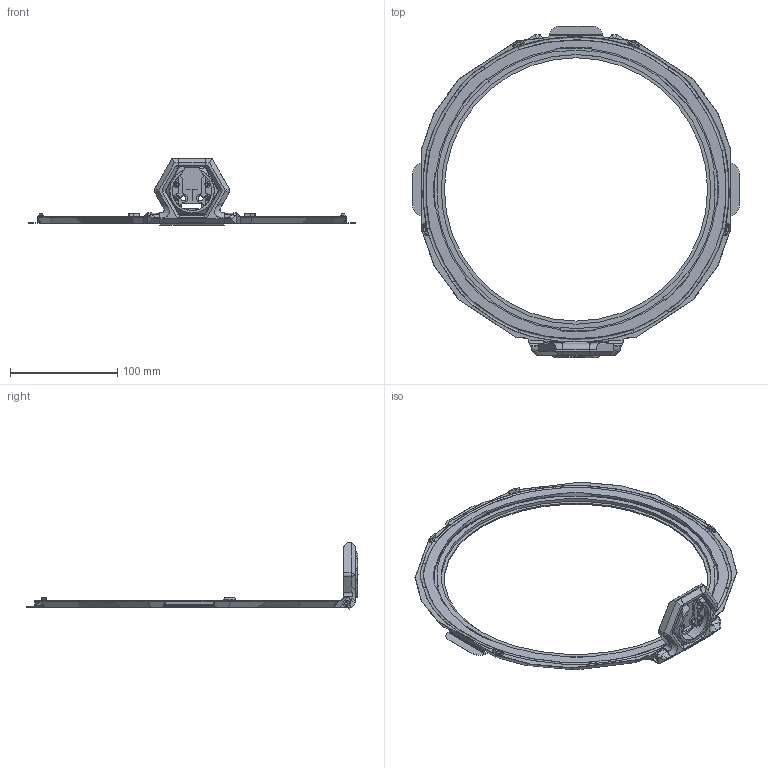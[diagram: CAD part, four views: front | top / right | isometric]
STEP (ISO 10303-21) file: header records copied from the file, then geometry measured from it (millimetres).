
FILE_DESCRIPTION(/* description */ (''),/* implementation_level */ '2;1');
FILE_NAME(/* name */ '1,28_Hinge_noTouch.step',/* time_stamp */ '2025-03-30T14:57:12+02:00',/* author */ (''),/* organization */ (''),/* preprocessor_version */ 'ST-DEVELOPER v20.1',/* originating_system */ 'Autodesk Translation Framework v14.4.0.0',/* authorisation */ '');
FILE_SCHEMA (('AUTOMOTIVE_DESIGN { 1 0 10303 214 3 1 1 }'));
Length unit declared in the file: millimetre
Products named in the file (6): noTouch_1,28"Screen_Hinge ; support (1) (3); 91294A128_NO THREADS_Black-Oxide Alloy Steel Hex Drive Flat Head Scre
w; M_3.0_Lid (2) (1); M_3.0_Supports (1) (1); M_3.0_Support (1) (1)
Assembly tree (7 placements, depth 4):
  noTouch_1,28"Screen_Hinge 
    support (1) (3)
    91294A128_NO THREADS_Black-Oxide Alloy Steel Hex Drive Flat Head Scre
w
    M_3.0_Lid (2) (1)
      M_3.0_Supports (1) (1)
        M_3.0_Support (1) (1)  x3
Bounding box: 304.74 x 309.6 x 62.32 mm (x, y, z)
Volume: 112589.2 mm3; surface area: 88654.4 mm2
Topology: 11 solids, 22 shells, 1265 faces, 3442 edges, 2233 vertices
Faces by surface type: plane 629, cylinder 311, bspline 172, cone 123, torus 26, sphere 4
Full cylindrical faces by diameter (mm): 2.9 x1, 3 x4, 3.4 x4, 3.5 x4, 4.7 x2, 6 x4, 6.2 x2, 245.45 x1, 251.45 x1, 259 x1, 265.406 x1
Entity records: 44775 total; most frequent: CARTESIAN_POINT 14977, ORIENTED_EDGE 6568, DIRECTION 5791, EDGE_CURVE 3284, VERTEX_POINT 2129, AXIS2_PLACEMENT_3D 2051, LINE 1689, VECTOR 1689
